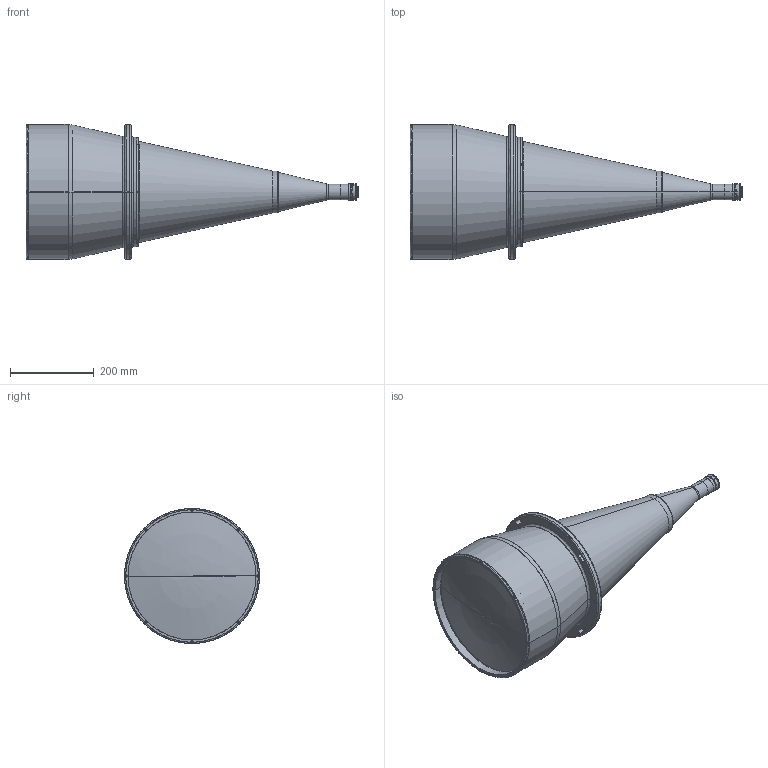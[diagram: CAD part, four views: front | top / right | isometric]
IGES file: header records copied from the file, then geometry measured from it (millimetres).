
Start section: SolidWorks IGES file using analytic representation for surfaces
Global section: file name: TC1MHR240-C.igs; native system: SolidWorks 2018; preprocessor: SolidWorks 2018; author: localUser; date: 181128.094459; units: millimetre
Bounding box: 791.88 x 322 x 322 mm (x, y, z)
Surface area: 712090.7 mm2 (no closed solid volume)
Topology: 0 solids, 0 shells, 264 faces, 5151 edges, 5150 vertices
Faces by surface type: bspline 137, revolution 127
